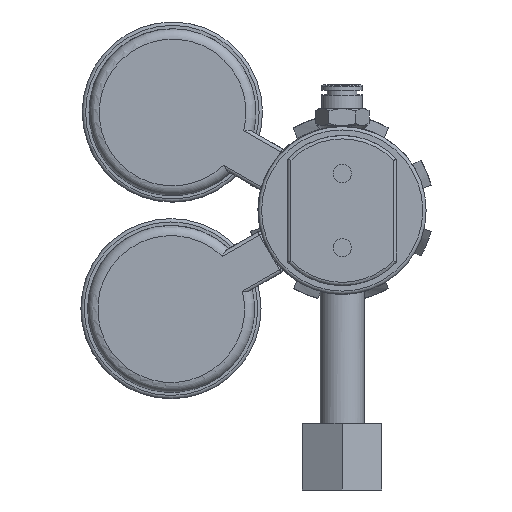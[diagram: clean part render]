
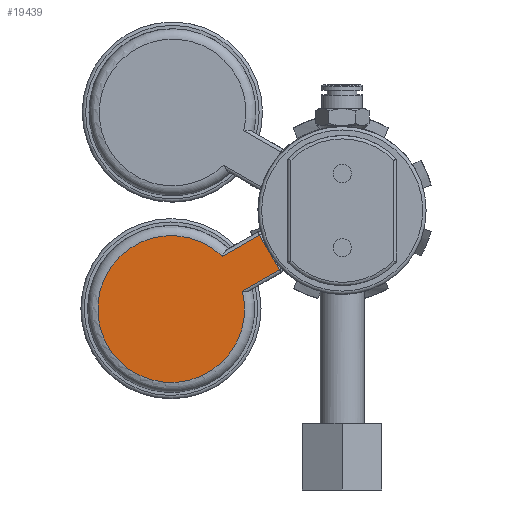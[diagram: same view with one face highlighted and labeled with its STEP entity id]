
A CAD part, left-side view. The second image highlights one B-rep face of the part: STEP entity #19439.
In plain terms, the highlighted face is planar.
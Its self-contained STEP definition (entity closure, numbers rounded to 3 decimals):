
#1691=PLANE('',#20965);
#2708=LINE('',#38509,#4381);
#2710=LINE('',#38526,#4383);
#2717=LINE('',#38563,#4390);
#4381=VECTOR('',#23435,10.);
#4383=VECTOR('',#23439,10.);
#4390=VECTOR('',#23454,10.);
#5889=CIRCLE('',#20966,22.);
#7027=FACE_OUTER_BOUND('',#8301,.T.);
#8301=EDGE_LOOP('',(#15093,#15094,#15095,#15096));
#9913=VERTEX_POINT('',#38490);
#9919=VERTEX_POINT('',#38504);
#9920=VERTEX_POINT('',#38511);
#9925=VERTEX_POINT('',#38550);
#11860=EDGE_CURVE('',#9913,#9919,#2708,.T.);
#11863=EDGE_CURVE('',#9919,#9920,#2710,.T.);
#11872=EDGE_CURVE('',#9925,#9913,#2717,.T.);
#11877=EDGE_CURVE('',#9920,#9925,#5889,.T.);
#15093=ORIENTED_EDGE('',*,*,#11877,.F.);
#15094=ORIENTED_EDGE('',*,*,#11863,.F.);
#15095=ORIENTED_EDGE('',*,*,#11860,.F.);
#15096=ORIENTED_EDGE('',*,*,#11872,.F.);
#19439=ADVANCED_FACE('',(#7027),#1691,.F.);
#20965=AXIS2_PLACEMENT_3D('',#38580,#23460,#23461);
#20966=AXIS2_PLACEMENT_3D('',#38581,#23462,#23463);
#23435=DIRECTION('',(1.,0.,0.));
#23439=DIRECTION('',(0.,1.,0.));
#23454=DIRECTION('',(0.,-1.,0.));
#23460=DIRECTION('center_axis',(0.,0.,1.));
#23461=DIRECTION('ref_axis',(1.,0.,0.));
#23462=DIRECTION('center_axis',(0.,0.,1.));
#23463=DIRECTION('ref_axis',(0.,1.,0.));
#38490=CARTESIAN_POINT('',(-6.,-34.,0.));
#38504=CARTESIAN_POINT('',(6.,-34.,0.));
#38509=CARTESIAN_POINT('',(-3.5,-34.,0.));
#38511=CARTESIAN_POINT('',(6.,-21.166,0.));
#38526=CARTESIAN_POINT('',(6.,-17.5,0.));
#38550=CARTESIAN_POINT('',(-6.,-21.166,0.));
#38563=CARTESIAN_POINT('',(-6.,-12.,0.));
#38580=CARTESIAN_POINT('Origin',(0.,0.,0.));
#38581=CARTESIAN_POINT('Origin',(0.,0.,0.));
